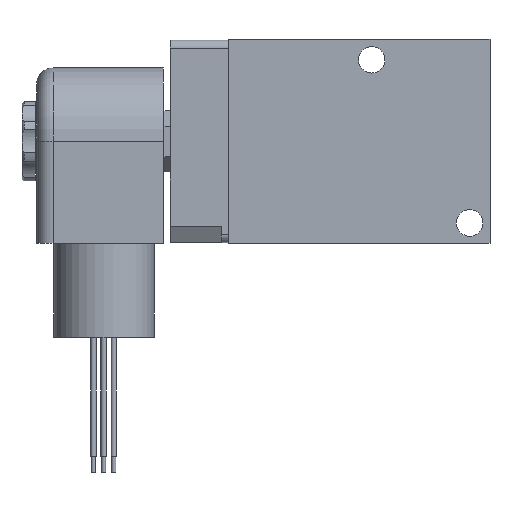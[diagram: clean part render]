
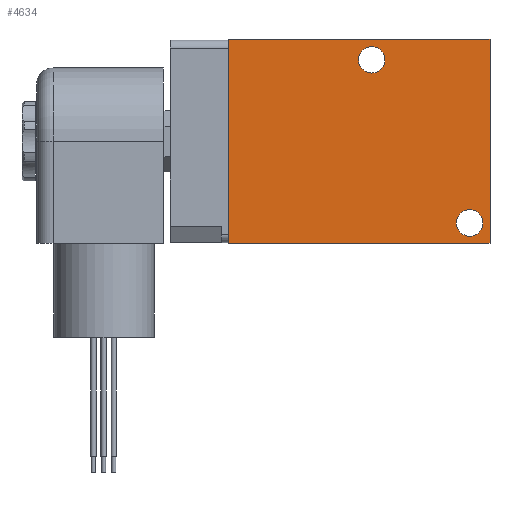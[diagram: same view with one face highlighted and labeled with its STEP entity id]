
A CAD part, left-side view. The second image highlights one B-rep face of the part: STEP entity #4634.
In plain terms, the highlighted planar face has unit normal (-1, 0, 0).
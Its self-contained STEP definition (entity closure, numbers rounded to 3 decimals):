
#248=PLANE('',#5470);
#443=CIRCLE('',#5465,3.25);
#445=CIRCLE('',#5468,3.25);
#875=ORIENTED_EDGE('',*,*,#2161,.T.);
#876=ORIENTED_EDGE('',*,*,#2159,.T.);
#877=ORIENTED_EDGE('',*,*,#2132,.F.);
#878=ORIENTED_EDGE('',*,*,#2098,.F.);
#879=ORIENTED_EDGE('',*,*,#2156,.F.);
#880=ORIENTED_EDGE('',*,*,#2153,.F.);
#2098=EDGE_CURVE('',#2741,#2742,#3206,.T.);
#2132=EDGE_CURVE('',#2742,#2768,#3218,.T.);
#2153=EDGE_CURVE('',#2768,#2788,#3227,.T.);
#2156=EDGE_CURVE('',#2788,#2741,#3230,.T.);
#2159=EDGE_CURVE('',#2791,#2791,#443,.T.);
#2161=EDGE_CURVE('',#2793,#2793,#445,.T.);
#2741=VERTEX_POINT('',#7646);
#2742=VERTEX_POINT('',#7647);
#2768=VERTEX_POINT('',#7730);
#2788=VERTEX_POINT('',#7772);
#2791=VERTEX_POINT('',#7783);
#2793=VERTEX_POINT('',#7788);
#3206=LINE('',#7645,#3443);
#3218=LINE('',#7729,#3455);
#3227=LINE('',#7771,#3464);
#3230=LINE('',#7777,#3467);
#3443=VECTOR('',#6155,1000.);
#3455=VECTOR('',#6209,1000.);
#3464=VECTOR('',#6244,1000.);
#3467=VECTOR('',#6249,1000.);
#3661=EDGE_LOOP('',(#875));
#3662=EDGE_LOOP('',(#876));
#3663=EDGE_LOOP('',(#877,#878,#879,#880));
#4105=FACE_BOUND('',#3661,.T.);
#4106=FACE_BOUND('',#3662,.T.);
#4107=FACE_BOUND('',#3663,.T.);
#4634=ADVANCED_FACE('',(#4105,#4106,#4107),#248,.F.);
#5465=AXIS2_PLACEMENT_3D('',#7782,#6255,#6256);
#5468=AXIS2_PLACEMENT_3D('',#7787,#6261,#6262);
#5470=AXIS2_PLACEMENT_3D('',#7790,#6265,#6266);
#6155=DIRECTION('',(0.,1.,0.));
#6209=DIRECTION('',(0.,0.,1.));
#6244=DIRECTION('',(0.,-1.,0.));
#6249=DIRECTION('',(0.,0.,-1.));
#6255=DIRECTION('',(1.,0.,0.));
#6256=DIRECTION('',(0.,0.,-1.));
#6261=DIRECTION('',(1.,0.,0.));
#6262=DIRECTION('',(0.,0.,-1.));
#6265=DIRECTION('',(1.,0.,0.));
#6266=DIRECTION('',(0.,0.,-1.));
#7645=CARTESIAN_POINT('',(-15.2,0.,-25.));
#7646=CARTESIAN_POINT('',(-15.2,0.,-25.));
#7647=CARTESIAN_POINT('',(-15.2,64.,-25.));
#7729=CARTESIAN_POINT('',(-15.2,64.,-25.));
#7730=CARTESIAN_POINT('',(-15.2,64.,25.));
#7771=CARTESIAN_POINT('',(-15.2,64.,25.));
#7772=CARTESIAN_POINT('',(-15.2,0.,25.));
#7777=CARTESIAN_POINT('',(-15.2,0.,25.));
#7782=CARTESIAN_POINT('',(-15.2,5.,-20.));
#7783=CARTESIAN_POINT('',(-15.2,5.,-23.25));
#7787=CARTESIAN_POINT('',(-15.2,29.,20.));
#7788=CARTESIAN_POINT('',(-15.2,29.,16.75));
#7790=CARTESIAN_POINT('',(-15.2,0.,0.));
